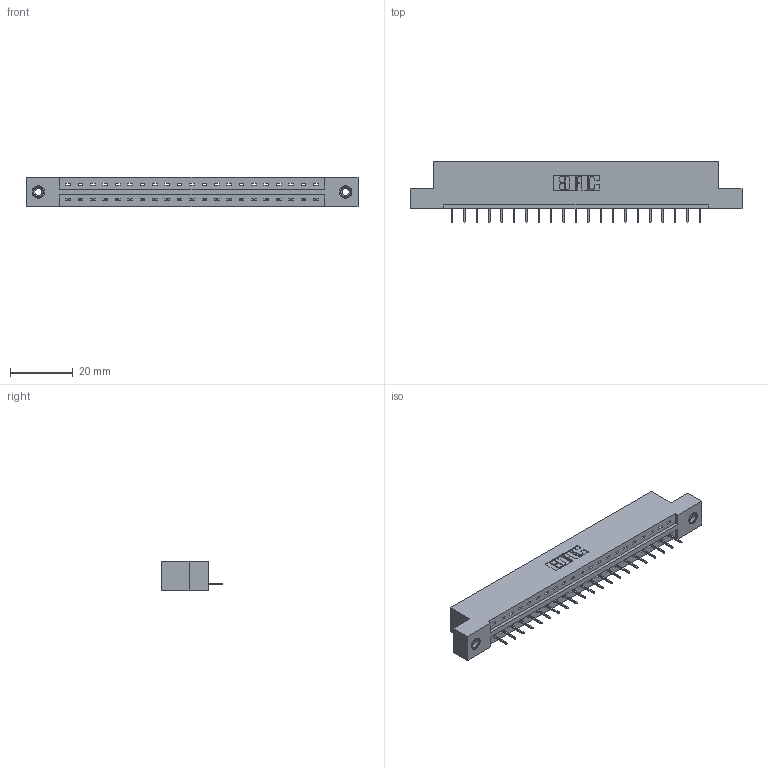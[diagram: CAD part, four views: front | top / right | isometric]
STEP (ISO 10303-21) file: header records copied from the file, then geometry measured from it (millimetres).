
FILE_DESCRIPTION (( 'STEP AP203' ), '1' );
FILE_NAME ('387-021-524-108.STEP', '2018-09-14T01:41:43', ( '' ), ( '' ), 'SwSTEP 2.0', 'SolidWorks 2016', '' );
FILE_SCHEMA (( 'CONFIG_CONTROL_DESIGN' ));
Length unit declared in the file: inch
Products named in the file (4): 387-021-524-108; 337 Part_Flush Mounting Lugs - 0.156 Dia-TI; 345-292-001_345-293-124; 345-250-001_345-250-003-102
Assembly tree (24 placements, depth 2):
  387-021-524-108
    337 Part_Flush Mounting Lugs - 0.156 Dia-TI
    345-292-001_345-293-124  x21
    345-250-001_345-250-003-102  x2
Bounding box: 106.22 x 19.69 x 9.4 mm (x, y, z)
Volume: 10687.8 mm3; surface area: 10665.7 mm2
Topology: 24 solids, 24 shells, 1560 faces, 4479 edges, 2894 vertices
Faces by surface type: plane 1194, cylinder 350, cone 12, torus 4
Entity records: 19586 total; most frequent: CARTESIAN_POINT 3388, ORIENTED_EDGE 3338, DIRECTION 2929, EDGE_CURVE 1669, VECTOR 1525, LINE 1525, VERTEX_POINT 1104, AXIS2_PLACEMENT_3D 702
